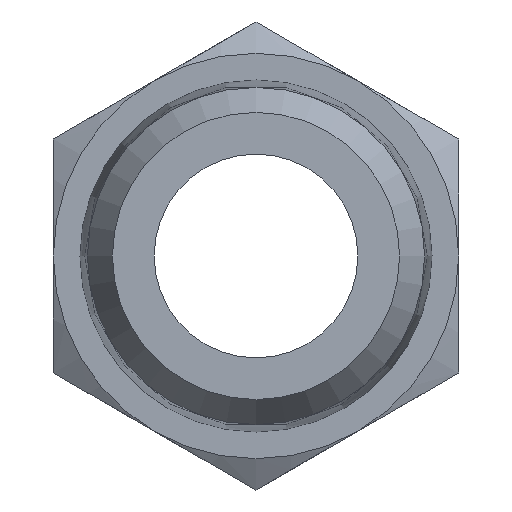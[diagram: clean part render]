
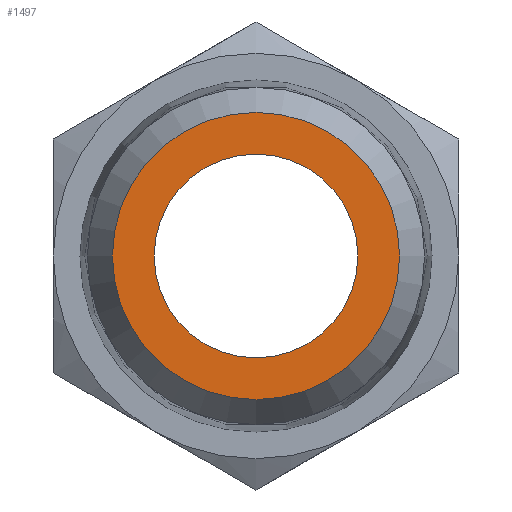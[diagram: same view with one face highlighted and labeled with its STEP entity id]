
A CAD part, left-side view. The second image highlights one B-rep face of the part: STEP entity #1497.
In plain terms, the highlighted planar face has unit normal (-1, 0, 0).
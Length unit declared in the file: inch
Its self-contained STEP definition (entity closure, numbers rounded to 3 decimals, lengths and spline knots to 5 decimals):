
#67=FACE_BOUND('',#281,.T.);
#107=PLANE('',#1648);
#181=FACE_OUTER_BOUND('',#280,.T.);
#280=EDGE_LOOP('',(#1321));
#281=EDGE_LOOP('',(#1322));
#592=CIRCLE('',#1636,0.11);
#594=CIRCLE('',#1640,0.155);
#735=VERTEX_POINT('',#2504);
#737=VERTEX_POINT('',#2510);
#932=EDGE_CURVE('',#735,#735,#592,.T.);
#934=EDGE_CURVE('',#737,#737,#594,.T.);
#1321=ORIENTED_EDGE('',*,*,#934,.T.);
#1322=ORIENTED_EDGE('',*,*,#932,.T.);
#1497=ADVANCED_FACE('',(#181,#67),#107,.F.);
#1636=AXIS2_PLACEMENT_3D('',#2505,#2031,#2032);
#1640=AXIS2_PLACEMENT_3D('',#2511,#2039,#2040);
#1648=AXIS2_PLACEMENT_3D('',#2523,#2055,#2056);
#2031=DIRECTION('center_axis',(1.,0.,0.));
#2032=DIRECTION('ref_axis',(0.,1.,0.));
#2039=DIRECTION('center_axis',(-1.,0.,0.));
#2040=DIRECTION('ref_axis',(0.,0.,1.));
#2055=DIRECTION('center_axis',(1.,0.,0.));
#2056=DIRECTION('ref_axis',(0.,0.,-1.));
#2504=CARTESIAN_POINT('',(-0.485,-0.11,0.));
#2505=CARTESIAN_POINT('Origin',(-0.485,0.,0.));
#2510=CARTESIAN_POINT('',(-0.485,0.,0.155));
#2511=CARTESIAN_POINT('Origin',(-0.485,0.,0.));
#2523=CARTESIAN_POINT('Origin',(-0.485,0.09033,0.));
